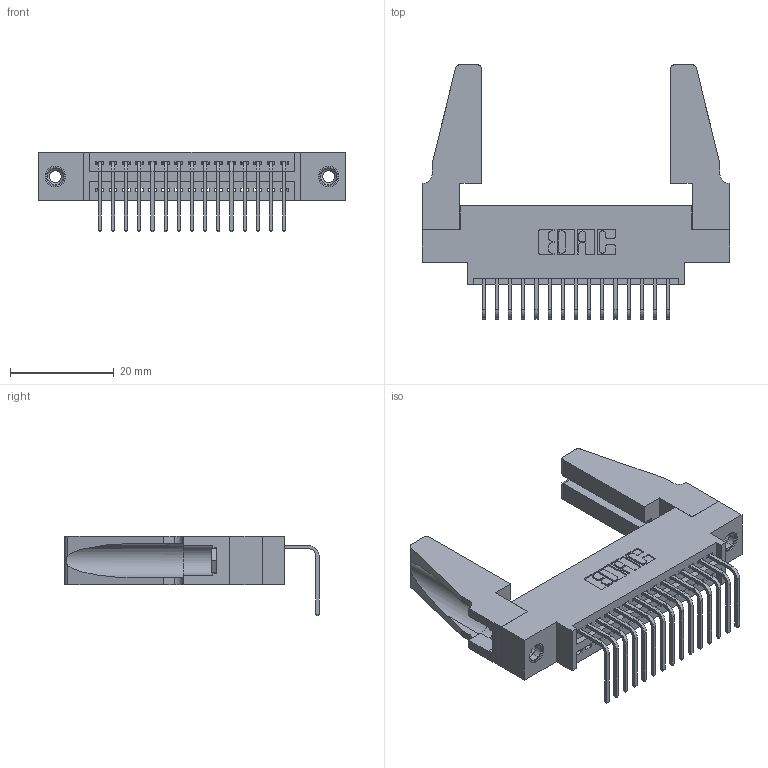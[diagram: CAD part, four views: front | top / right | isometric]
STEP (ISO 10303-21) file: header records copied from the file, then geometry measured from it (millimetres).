
FILE_DESCRIPTION (( 'STEP AP203' ), '1' );
FILE_NAME ('345-015-558-688.STEP', '2019-10-10T12:05:55', ( '' ), ( '' ), 'SwSTEP 2.0', 'SolidWorks 2016', '' );
FILE_SCHEMA (( 'CONFIG_CONTROL_DESIGN' ));
Length unit declared in the file: inch
Products named in the file (5): 345 Part_0.170 Offset - 0.156 Dia-TH; 345-292-001_558 Tail - 2; 345-250-001_345-250-001-102; 345-220-078_345-220-088; 345-015-558-688
Assembly tree (20 placements, depth 2):
  345-015-558-688
    345 Part_0.170 Offset - 0.156 Dia-TH
    345-292-001_558 Tail - 2  x15
    345-250-001_345-250-001-102  x2
    345-220-078_345-220-088  x2
Bounding box: 59.33 x 49.01 x 15.37 mm (x, y, z)
Volume: 8603.6 mm3; surface area: 10293.6 mm2
Topology: 20 solids, 20 shells, 1154 faces, 3397 edges, 2234 vertices
Faces by surface type: plane 786, cylinder 352, cone 12, torus 4
Entity records: 17288 total; most frequent: CARTESIAN_POINT 2987, ORIENTED_EDGE 2896, DIRECTION 2654, EDGE_CURVE 1448, LINE 1214, VECTOR 1214, VERTEX_POINT 958, AXIS2_PLACEMENT_3D 720
